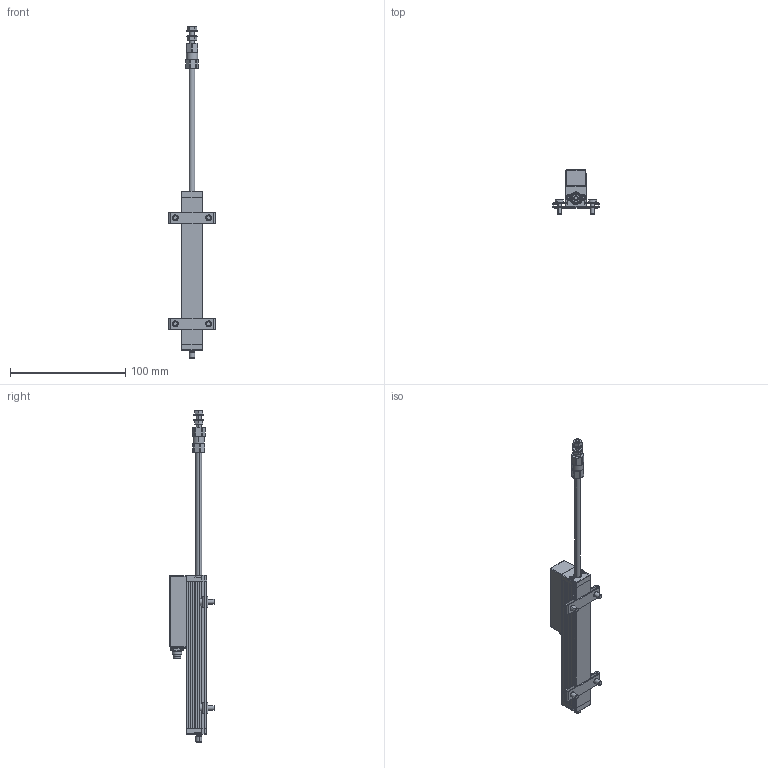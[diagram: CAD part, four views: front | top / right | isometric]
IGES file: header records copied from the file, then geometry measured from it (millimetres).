
Start section: SolidWorks IGES file using analytic representation for surfaces
Global section: file name: LS1-0100-001-plug-extend.igs; native system: SolidWorks 2011; preprocessor: SolidWorks 2011; author: Thiel; date: 120614.114511; units: millimetre
Bounding box: 40.19 x 38.78 x 288 mm (x, y, z)
Surface area: 23930.4 mm2 (no closed solid volume)
Topology: 0 solids, 0 shells, 662 faces, 10655 edges, 10647 vertices
Faces by surface type: bspline 360, revolution 302
